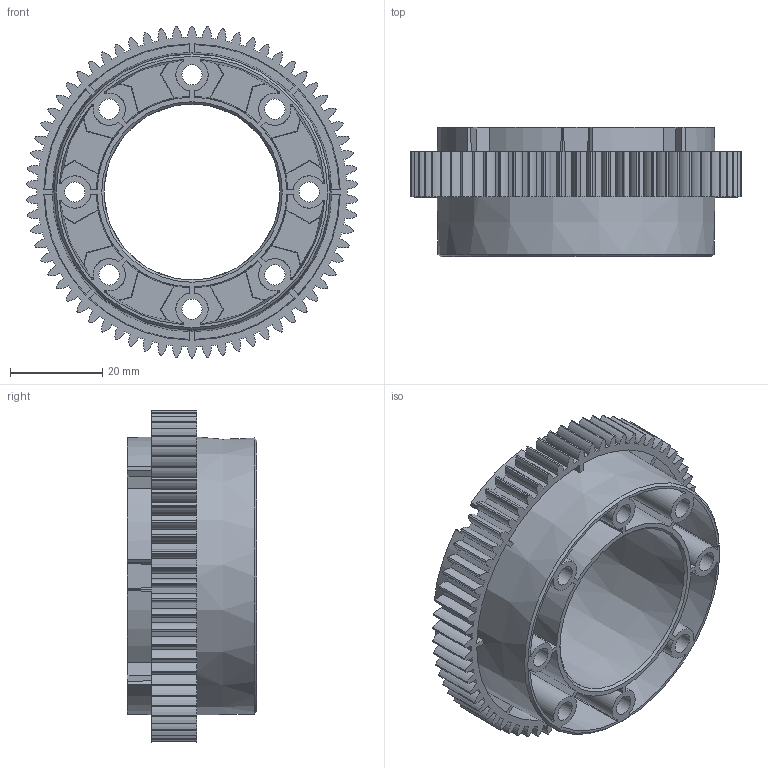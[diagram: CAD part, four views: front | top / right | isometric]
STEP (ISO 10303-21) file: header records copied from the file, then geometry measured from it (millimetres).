
FILE_DESCRIPTION(/* description */ (''),/* implementation_level */ '2;1');
FILE_NAME(/* name */ '4.25'''' diameter Turntable Bearing-Parts\276-1810-002.ipt.step',/* time_stamp */ '2020-04-16T22:55:03-04:00',/* author */ ('Jordan'),/* organization */ (''),/* preprocessor_version */ 'ST-DEVELOPER v17',/* originating_system */ 'Autodesk Inventor 2019',/* authorisation */ '');
FILE_SCHEMA (('AUTOMOTIVE_DESIGN { 1 0 10303 214 3 1 1 }'));
Length unit declared in the file: inch
Products named in the file (1): 276-1810-002
Bounding box: 71.9 x 28.05 x 71.97 mm (x, y, z)
Volume: 24705.3 mm3; surface area: 33328.2 mm2
Topology: 1 solids, 1 shells, 513 faces, 1525 edges, 1024 vertices
Faces by surface type: cylinder 288, plane 172, cone 37, bspline 16
Full cylindrical faces by diameter (mm): 4.4 x8
Entity records: 19025 total; most frequent: CARTESIAN_POINT 4564, DIRECTION 3233, ORIENTED_EDGE 3050, EDGE_CURVE 1525, AXIS2_PLACEMENT_3D 1266, VERTEX_POINT 1024, CIRCLE 720, LINE 701
